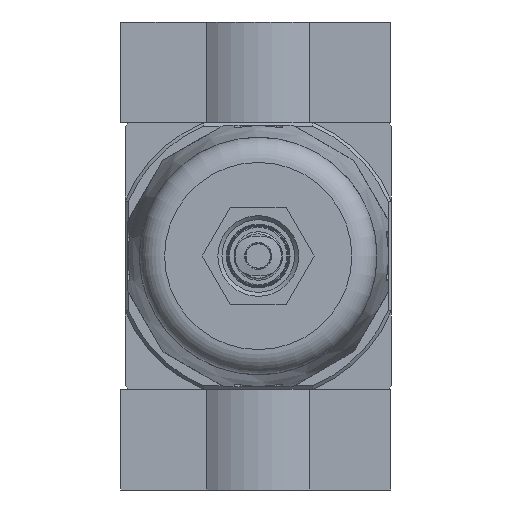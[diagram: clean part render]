
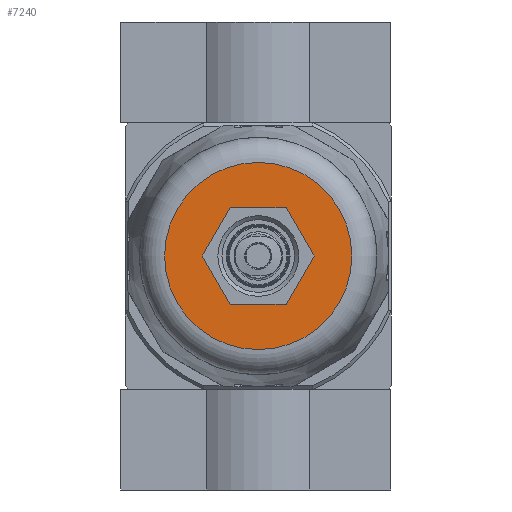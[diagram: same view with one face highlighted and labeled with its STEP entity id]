
A CAD part, front view. The second image highlights one B-rep face of the part: STEP entity #7240.
In plain terms, the highlighted planar face has unit normal (0, -1, 0).
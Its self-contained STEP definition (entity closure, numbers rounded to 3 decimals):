
#481=CIRCLE('',#7710,23.2);
#1054=ORIENTED_EDGE('',*,*,#2451,.T.);
#1055=ORIENTED_EDGE('',*,*,#2452,.T.);
#1056=ORIENTED_EDGE('',*,*,#2453,.T.);
#1057=ORIENTED_EDGE('',*,*,#2454,.T.);
#1058=ORIENTED_EDGE('',*,*,#2455,.T.);
#1059=ORIENTED_EDGE('',*,*,#2456,.T.);
#1060=ORIENTED_EDGE('',*,*,#2457,.T.);
#2451=EDGE_CURVE('',#3179,#3179,#481,.T.);
#2452=EDGE_CURVE('',#3180,#3181,#3693,.T.);
#2453=EDGE_CURVE('',#3181,#3182,#3694,.T.);
#2454=EDGE_CURVE('',#3182,#3183,#3695,.T.);
#2455=EDGE_CURVE('',#3183,#3184,#3696,.T.);
#2456=EDGE_CURVE('',#3184,#3185,#3697,.T.);
#2457=EDGE_CURVE('',#3185,#3180,#3698,.T.);
#3179=VERTEX_POINT('',#10500);
#3180=VERTEX_POINT('',#10502);
#3181=VERTEX_POINT('',#10503);
#3182=VERTEX_POINT('',#10505);
#3183=VERTEX_POINT('',#10507);
#3184=VERTEX_POINT('',#10509);
#3185=VERTEX_POINT('',#10511);
#3693=LINE('',#10501,#4059);
#3694=LINE('',#10504,#4060);
#3695=LINE('',#10506,#4061);
#3696=LINE('',#10508,#4062);
#3697=LINE('',#10510,#4063);
#3698=LINE('',#10512,#4064);
#4059=VECTOR('',#8631,1000.);
#4060=VECTOR('',#8632,1000.);
#4061=VECTOR('',#8633,1000.);
#4062=VECTOR('',#8634,1000.);
#4063=VECTOR('',#8635,1000.);
#4064=VECTOR('',#8636,1000.);
#4450=EDGE_LOOP('',(#1054));
#4451=EDGE_LOOP('',(#1055,#1056,#1057,#1058,#1059,#1060));
#4980=FACE_BOUND('',#4450,.T.);
#4981=FACE_BOUND('',#4451,.T.);
#5437=PLANE('',#7709);
#7240=ADVANCED_FACE('',(#4980,#4981),#5437,.F.);
#7709=AXIS2_PLACEMENT_3D('',#10498,#8627,#8628);
#7710=AXIS2_PLACEMENT_3D('',#10499,#8629,#8630);
#8627=DIRECTION('',(0.,1.,0.));
#8628=DIRECTION('',(0.,0.,1.));
#8629=DIRECTION('',(0.,-1.,0.));
#8630=DIRECTION('',(0.,0.,-1.));
#8631=DIRECTION('',(0.,0.,1.));
#8632=DIRECTION('',(0.866,0.,0.5));
#8633=DIRECTION('',(0.866,0.,-0.5));
#8634=DIRECTION('',(0.,0.,-1.));
#8635=DIRECTION('',(-0.866,0.,-0.5));
#8636=DIRECTION('',(-0.866,0.,0.5));
#10498=CARTESIAN_POINT('',(23.2,-165.,0.));
#10499=CARTESIAN_POINT('',(0.,-165.,0.));
#10500=CARTESIAN_POINT('',(0.,-165.,-23.2));
#10501=CARTESIAN_POINT('',(-12.,-165.,-6.928));
#10502=CARTESIAN_POINT('',(-12.,-165.,-6.928));
#10503=CARTESIAN_POINT('',(-12.,-165.,6.928));
#10504=CARTESIAN_POINT('',(-12.,-165.,6.928));
#10505=CARTESIAN_POINT('',(0.,-165.,13.856));
#10506=CARTESIAN_POINT('',(0.,-165.,13.856));
#10507=CARTESIAN_POINT('',(12.,-165.,6.928));
#10508=CARTESIAN_POINT('',(12.,-165.,6.928));
#10509=CARTESIAN_POINT('',(12.,-165.,-6.928));
#10510=CARTESIAN_POINT('',(12.,-165.,-6.928));
#10511=CARTESIAN_POINT('',(0.,-165.,-13.856));
#10512=CARTESIAN_POINT('',(0.,-165.,-13.856));
